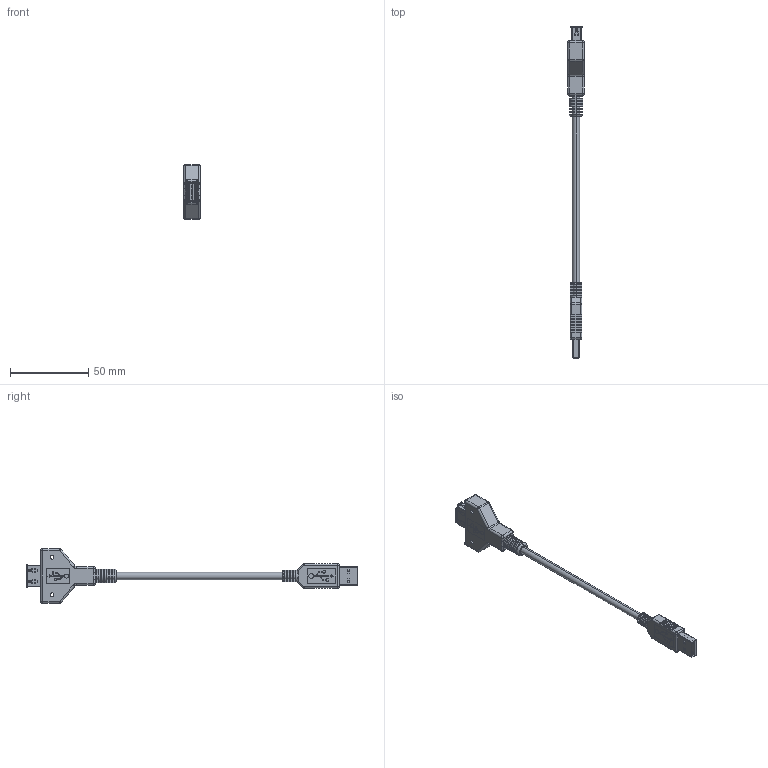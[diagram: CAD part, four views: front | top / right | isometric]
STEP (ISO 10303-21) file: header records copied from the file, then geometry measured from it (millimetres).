
FILE_DESCRIPTION (( 'STEP AP214' ), '1' );
FILE_NAME ('CSMUAXMT-2M.STEP', '2010-03-22T19:04:20', ( 'Windows XP Mode' ), ( '' ), 'SwSTEP 2.0', 'SolidWorks 2008', '' );
FILE_SCHEMA (( 'AUTOMOTIVE_DESIGN' ));
Length unit declared in the file: inch
Products named in the file (14): MTN-151; CSMUAA-MA1; CSMUAXMT-2M; MTN-191; 1AA05-008; 3AB06-028; 1AA05-003-MA1; 1AA05-003_CRIMPED; 3AB06-025; MTN-159; 1AA05-003-MA4; 1AA05-003-MA3; 1AA05-003-MA2_CRIMPED; 1AA05-003-MA5
Assembly tree (16 placements, depth 4):
  CSMUAXMT-2M
    3AB06-025
      1AA05-003_CRIMPED
        1AA05-003-MA2_CRIMPED
        1AA05-003-MA1
        1AA05-003-MA4  x4
        1AA05-003-MA3
        1AA05-003-MA5
      MTN-151
    3AB06-028
      1AA05-008
      MTN-191
      MTN-159
    CSMUAA-MA1
Bounding box: 10.54 x 212.34 x 35.05 mm (x, y, z)
Volume: 17975.6 mm3; surface area: 14108.3 mm2
Topology: 15 solids, 15 shells, 1108 faces, 3045 edges, 1940 vertices
Faces by surface type: plane 679, cylinder 295, bspline 74, sphere 44, torus 8, cone 8
Entity records: 40271 total; most frequent: CARTESIAN_POINT 10456, ORIENTED_EDGE 5810, DIRECTION 5477, EDGE_CURVE 2905, LINE 2005, VECTOR 2005, VERTEX_POINT 1880, AXIS2_PLACEMENT_3D 1736
